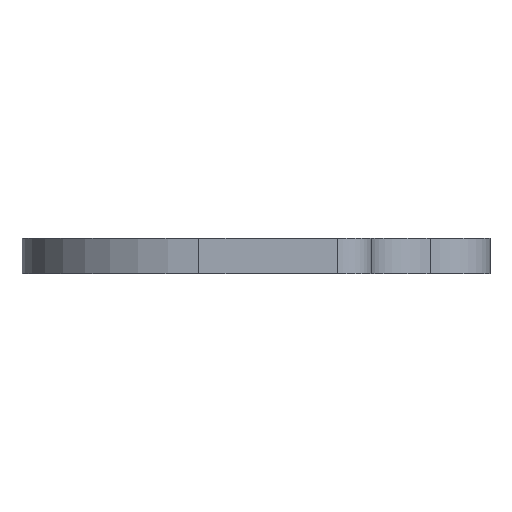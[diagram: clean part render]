
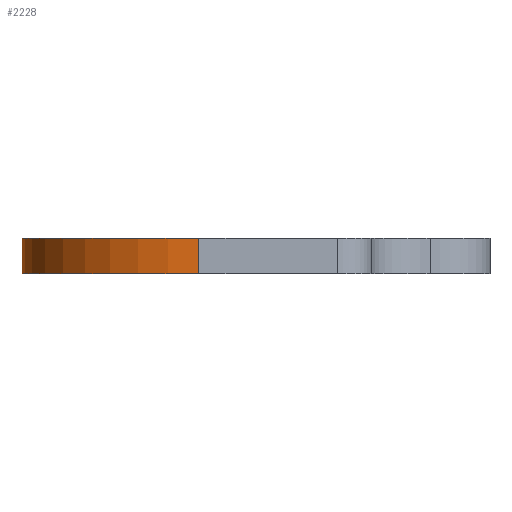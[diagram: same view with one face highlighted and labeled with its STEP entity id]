
A CAD part, left-side view. The second image highlights one B-rep face of the part: STEP entity #2228.
In plain terms, the highlighted cylindrical face has radius 7.906 mm (diameter 15.812 mm), a partial arc.
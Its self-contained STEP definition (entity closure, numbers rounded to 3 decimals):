
#84 = PLANE('',#85);
#85 = AXIS2_PLACEMENT_3D('',#86,#87,#88);
#86 = CARTESIAN_POINT('',(148.501,-105.004,1.6));
#87 = DIRECTION('',(-0.,-0.,-1.));
#88 = DIRECTION('',(-1.,0.,0.));
#143 = PLANE('',#144);
#144 = AXIS2_PLACEMENT_3D('',#145,#146,#147);
#145 = CARTESIAN_POINT('',(148.501,-105.004,0.));
#146 = DIRECTION('',(-0.,-0.,-1.));
#147 = DIRECTION('',(-1.,0.,0.));
#207 = PLANE('',#208);
#208 = AXIS2_PLACEMENT_3D('',#209,#210,#211);
#209 = CARTESIAN_POINT('',(130.277,-94.59,0.));
#210 = DIRECTION('',(0.,1.,-0.));
#211 = DIRECTION('',(1.,0.,0.));
#571 = VERTEX_POINT('',#572);
#572 = CARTESIAN_POINT('',(122.339,-102.464,0.));
#586 = PLANE('',#587);
#587 = AXIS2_PLACEMENT_3D('',#588,#589,#590);
#588 = CARTESIAN_POINT('',(122.34,-108.623,0.));
#589 = DIRECTION('',(-1.,0.,0.));
#590 = DIRECTION('',(0.,1.,0.));
#598 = EDGE_CURVE('',#599,#571,#601,.T.);
#599 = VERTEX_POINT('',#600);
#600 = CARTESIAN_POINT('',(130.277,-94.59,0.));
#601 = SURFACE_CURVE('',#602,(#607,#618),.PCURVE_S1.);
#602 = CIRCLE('',#603,7.906);
#603 = AXIS2_PLACEMENT_3D('',#604,#605,#606);
#604 = CARTESIAN_POINT('',(130.245,-102.495,0.));
#605 = DIRECTION('',(0.,0.,1.));
#606 = DIRECTION('',(1.,0.,-0.));
#607 = PCURVE('',#143,#608);
#608 = DEFINITIONAL_REPRESENTATION('',(#609),#617);
#609 = ( BOUNDED_CURVE() B_SPLINE_CURVE(2,(#610,#611,#612,#613,#614,#615
,#616),.UNSPECIFIED.,.T.,.F.) B_SPLINE_CURVE_WITH_KNOTS((1,2,2,2,2,1),(
    -2.094,0.,2.094,4.189,6.283,
8.378),.UNSPECIFIED.) CURVE() GEOMETRIC_REPRESENTATION_ITEM() 
RATIONAL_B_SPLINE_CURVE((1.,0.5,1.,0.5,1.,0.5,1.)) REPRESENTATION_ITEM(
  '') );
#610 = CARTESIAN_POINT('',(10.351,2.508));
#611 = CARTESIAN_POINT('',(10.351,16.202));
#612 = CARTESIAN_POINT('',(22.21,9.355));
#613 = CARTESIAN_POINT('',(34.068,2.508));
#614 = CARTESIAN_POINT('',(22.21,-4.338));
#615 = CARTESIAN_POINT('',(10.351,-11.185));
#616 = CARTESIAN_POINT('',(10.351,2.508));
#617 = ( GEOMETRIC_REPRESENTATION_CONTEXT(2) 
PARAMETRIC_REPRESENTATION_CONTEXT() REPRESENTATION_CONTEXT('2D SPACE',''
  ) );
#618 = PCURVE('',#619,#624);
#619 = CYLINDRICAL_SURFACE('',#620,7.906);
#620 = AXIS2_PLACEMENT_3D('',#621,#622,#623);
#621 = CARTESIAN_POINT('',(130.245,-102.495,0.));
#622 = DIRECTION('',(-0.,-0.,-1.));
#623 = DIRECTION('',(1.,0.,-0.));
#624 = DEFINITIONAL_REPRESENTATION('',(#625),#629);
#625 = LINE('',#626,#627);
#626 = CARTESIAN_POINT('',(-0.,0.));
#627 = VECTOR('',#628,1.);
#628 = DIRECTION('',(-1.,0.));
#629 = ( GEOMETRIC_REPRESENTATION_CONTEXT(2) 
PARAMETRIC_REPRESENTATION_CONTEXT() REPRESENTATION_CONTEXT('2D SPACE',''
  ) );
#1533 = VERTEX_POINT('',#1534);
#1534 = CARTESIAN_POINT('',(122.339,-102.464,1.6));
#1555 = EDGE_CURVE('',#1556,#1533,#1558,.T.);
#1556 = VERTEX_POINT('',#1557);
#1557 = CARTESIAN_POINT('',(130.277,-94.59,1.6));
#1558 = SURFACE_CURVE('',#1559,(#1564,#1575),.PCURVE_S1.);
#1559 = CIRCLE('',#1560,7.906);
#1560 = AXIS2_PLACEMENT_3D('',#1561,#1562,#1563);
#1561 = CARTESIAN_POINT('',(130.245,-102.495,1.6));
#1562 = DIRECTION('',(0.,0.,1.));
#1563 = DIRECTION('',(1.,0.,-0.));
#1564 = PCURVE('',#84,#1565);
#1565 = DEFINITIONAL_REPRESENTATION('',(#1566),#1574);
#1566 = ( BOUNDED_CURVE() B_SPLINE_CURVE(2,(#1567,#1568,#1569,#1570,
#1571,#1572,#1573),.UNSPECIFIED.,.T.,.F.) B_SPLINE_CURVE_WITH_KNOTS((1,2
    ,2,2,2,1),(-2.094,0.,2.094,4.189,
6.283,8.378),.UNSPECIFIED.) CURVE() 
GEOMETRIC_REPRESENTATION_ITEM() RATIONAL_B_SPLINE_CURVE((1.,0.5,1.,0.5,
1.,0.5,1.)) REPRESENTATION_ITEM('') );
#1567 = CARTESIAN_POINT('',(10.351,2.508));
#1568 = CARTESIAN_POINT('',(10.351,16.202));
#1569 = CARTESIAN_POINT('',(22.21,9.355));
#1570 = CARTESIAN_POINT('',(34.068,2.508));
#1571 = CARTESIAN_POINT('',(22.21,-4.338));
#1572 = CARTESIAN_POINT('',(10.351,-11.185));
#1573 = CARTESIAN_POINT('',(10.351,2.508));
#1574 = ( GEOMETRIC_REPRESENTATION_CONTEXT(2) 
PARAMETRIC_REPRESENTATION_CONTEXT() REPRESENTATION_CONTEXT('2D SPACE',''
  ) );
#1575 = PCURVE('',#619,#1576);
#1576 = DEFINITIONAL_REPRESENTATION('',(#1577),#1581);
#1577 = LINE('',#1578,#1579);
#1578 = CARTESIAN_POINT('',(-0.,-1.6));
#1579 = VECTOR('',#1580,1.);
#1580 = DIRECTION('',(-1.,0.));
#1581 = ( GEOMETRIC_REPRESENTATION_CONTEXT(2) 
PARAMETRIC_REPRESENTATION_CONTEXT() REPRESENTATION_CONTEXT('2D SPACE',''
  ) );
#2178 = EDGE_CURVE('',#599,#1556,#2179,.T.);
#2179 = SURFACE_CURVE('',#2180,(#2184,#2191),.PCURVE_S1.);
#2180 = LINE('',#2181,#2182);
#2181 = CARTESIAN_POINT('',(130.277,-94.59,0.));
#2182 = VECTOR('',#2183,1.);
#2183 = DIRECTION('',(0.,0.,1.));
#2184 = PCURVE('',#207,#2185);
#2185 = DEFINITIONAL_REPRESENTATION('',(#2186),#2190);
#2186 = LINE('',#2187,#2188);
#2187 = CARTESIAN_POINT('',(0.,0.));
#2188 = VECTOR('',#2189,1.);
#2189 = DIRECTION('',(0.,-1.));
#2190 = ( GEOMETRIC_REPRESENTATION_CONTEXT(2) 
PARAMETRIC_REPRESENTATION_CONTEXT() REPRESENTATION_CONTEXT('2D SPACE',''
  ) );
#2191 = PCURVE('',#619,#2192);
#2192 = DEFINITIONAL_REPRESENTATION('',(#2193),#2197);
#2193 = LINE('',#2194,#2195);
#2194 = CARTESIAN_POINT('',(-1.567,0.));
#2195 = VECTOR('',#2196,1.);
#2196 = DIRECTION('',(-0.,-1.));
#2197 = ( GEOMETRIC_REPRESENTATION_CONTEXT(2) 
PARAMETRIC_REPRESENTATION_CONTEXT() REPRESENTATION_CONTEXT('2D SPACE',''
  ) );
#2228 = ADVANCED_FACE('',(#2229),#619,.T.);
#2229 = FACE_BOUND('',#2230,.F.);
#2230 = EDGE_LOOP('',(#2231,#2232,#2233,#2254));
#2231 = ORIENTED_EDGE('',*,*,#2178,.T.);
#2232 = ORIENTED_EDGE('',*,*,#1555,.T.);
#2233 = ORIENTED_EDGE('',*,*,#2234,.F.);
#2234 = EDGE_CURVE('',#571,#1533,#2235,.T.);
#2235 = SURFACE_CURVE('',#2236,(#2240,#2247),.PCURVE_S1.);
#2236 = LINE('',#2237,#2238);
#2237 = CARTESIAN_POINT('',(122.339,-102.464,0.));
#2238 = VECTOR('',#2239,1.);
#2239 = DIRECTION('',(0.,0.,1.));
#2240 = PCURVE('',#619,#2241);
#2241 = DEFINITIONAL_REPRESENTATION('',(#2242),#2246);
#2242 = LINE('',#2243,#2244);
#2243 = CARTESIAN_POINT('',(-3.138,0.));
#2244 = VECTOR('',#2245,1.);
#2245 = DIRECTION('',(-0.,-1.));
#2246 = ( GEOMETRIC_REPRESENTATION_CONTEXT(2) 
PARAMETRIC_REPRESENTATION_CONTEXT() REPRESENTATION_CONTEXT('2D SPACE',''
  ) );
#2247 = PCURVE('',#586,#2248);
#2248 = DEFINITIONAL_REPRESENTATION('',(#2249),#2253);
#2249 = LINE('',#2250,#2251);
#2250 = CARTESIAN_POINT('',(6.159,0.));
#2251 = VECTOR('',#2252,1.);
#2252 = DIRECTION('',(0.,-1.));
#2253 = ( GEOMETRIC_REPRESENTATION_CONTEXT(2) 
PARAMETRIC_REPRESENTATION_CONTEXT() REPRESENTATION_CONTEXT('2D SPACE',''
  ) );
#2254 = ORIENTED_EDGE('',*,*,#598,.F.);
